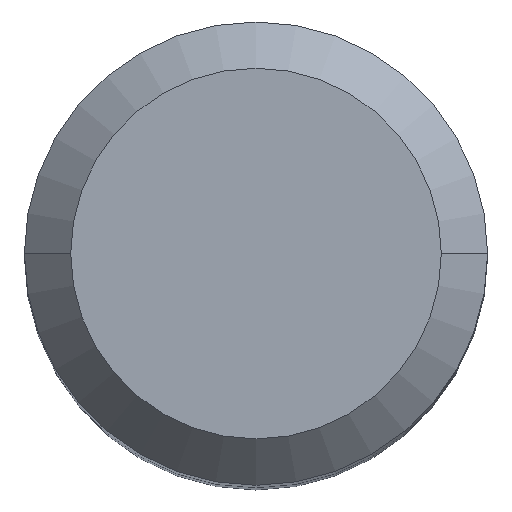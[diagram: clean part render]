
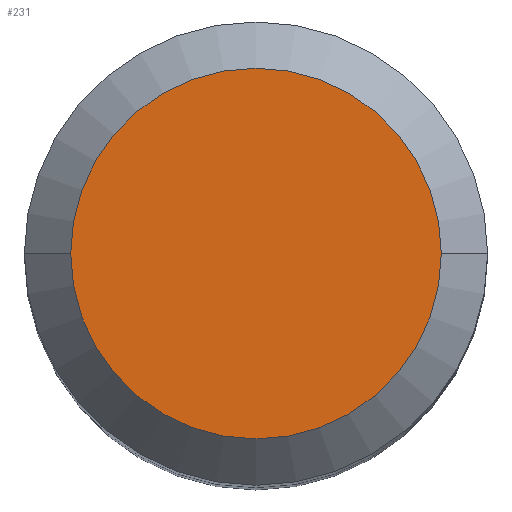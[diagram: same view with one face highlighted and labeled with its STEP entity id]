
A CAD part, top view. The second image highlights one B-rep face of the part: STEP entity #231.
In plain terms, the highlighted planar face has unit normal (0, 0, 1).
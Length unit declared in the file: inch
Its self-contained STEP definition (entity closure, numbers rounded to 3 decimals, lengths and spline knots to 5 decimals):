
#24 = VERTEX_POINT ( 'NONE', #331 ) ;
#33 = CIRCLE ( 'NONE', #164, 0.25196 ) ;
#35 = CIRCLE ( 'NONE', #417, 0.25196 ) ;
#62 = CARTESIAN_POINT ( 'NONE',  ( -0.25196, 0., 0. ) ) ;
#66 = DIRECTION ( 'NONE',  ( 1., 0., 0. ) ) ;
#71 = DIRECTION ( 'NONE',  ( 0., 0., 1. ) ) ;
#98 = DIRECTION ( 'NONE',  ( 1., 0., 0. ) ) ;
#108 = ORIENTED_EDGE ( 'NONE', *, *, #133, .T. ) ;
#133 = EDGE_CURVE ( 'NONE', #181, #24, #33, .T. ) ;
#149 = PLANE ( 'NONE',  #297 ) ;
#152 = FACE_OUTER_BOUND ( 'NONE', #408, .T. ) ;
#164 = AXIS2_PLACEMENT_3D ( 'NONE', #214, #71, #66 ) ;
#181 = VERTEX_POINT ( 'NONE', #62 ) ;
#214 = CARTESIAN_POINT ( 'NONE',  ( 0., 0., 0. ) ) ;
#231 = ADVANCED_FACE ( 'NONE', ( #152 ), #149, .F. ) ;
#250 = EDGE_CURVE ( 'NONE', #24, #181, #35, .T. ) ;
#294 = DIRECTION ( 'NONE',  ( 0., 0., -1. ) ) ;
#297 = AXIS2_PLACEMENT_3D ( 'NONE', #436, #294, #363 ) ;
#300 = CARTESIAN_POINT ( 'NONE',  ( 0., 0., 0. ) ) ;
#331 = CARTESIAN_POINT ( 'NONE',  ( 0.25196, 0., 0. ) ) ;
#363 = DIRECTION ( 'NONE',  ( -1., 0., 0. ) ) ;
#393 = ORIENTED_EDGE ( 'NONE', *, *, #250, .T. ) ;
#408 = EDGE_LOOP ( 'NONE', ( #108, #393 ) ) ;
#417 = AXIS2_PLACEMENT_3D ( 'NONE', #300, #449, #98 ) ;
#436 = CARTESIAN_POINT ( 'NONE',  ( 0., 0., 0. ) ) ;
#449 = DIRECTION ( 'NONE',  ( 0., 0., 1. ) ) ;
